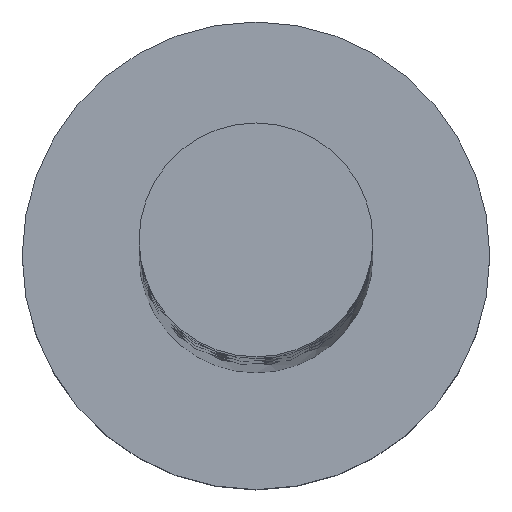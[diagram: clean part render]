
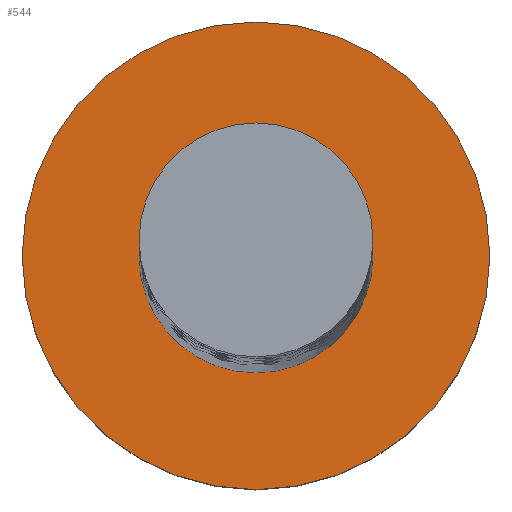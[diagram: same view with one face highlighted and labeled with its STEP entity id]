
A CAD part, top view. The second image highlights one B-rep face of the part: STEP entity #544.
In plain terms, the highlighted planar face has unit normal (0, 0, 1).
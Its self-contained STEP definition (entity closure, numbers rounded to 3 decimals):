
#69 = VERTEX_POINT ( 'NONE', #641 ) ;
#86 = ORIENTED_EDGE ( 'NONE', *, *, #1037, .T. ) ;
#111 = DIRECTION ( 'NONE',  ( 0., 0., 1. ) ) ;
#207 = EDGE_LOOP ( 'NONE', ( #1217, #1363 ) ) ;
#242 = CARTESIAN_POINT ( 'NONE',  ( 0., 0., 5. ) ) ;
#261 = PLANE ( 'NONE',  #1644 ) ;
#294 = VERTEX_POINT ( 'NONE', #439 ) ;
#309 = AXIS2_PLACEMENT_3D ( 'NONE', #1822, #819, #541 ) ;
#439 = CARTESIAN_POINT ( 'NONE',  ( 3., 0., 5. ) ) ;
#500 = CARTESIAN_POINT ( 'NONE',  ( 0., 0., 5. ) ) ;
#541 = DIRECTION ( 'NONE',  ( 1., 0., 0. ) ) ;
#544 = ADVANCED_FACE ( 'NONE', ( #821, #1394 ), #261, .T. ) ;
#602 = EDGE_CURVE ( 'NONE', #294, #911, #783, .T. ) ;
#612 = EDGE_CURVE ( 'NONE', #69, #1714, #1077, .T. ) ;
#633 = AXIS2_PLACEMENT_3D ( 'NONE', #242, #1562, #813 ) ;
#641 = CARTESIAN_POINT ( 'NONE',  ( -6., 0., 5. ) ) ;
#783 = CIRCLE ( 'NONE', #1556, 3. ) ;
#813 = DIRECTION ( 'NONE',  ( 1., 0., 0. ) ) ;
#819 = DIRECTION ( 'NONE',  ( 0., 0., 1. ) ) ;
#821 = FACE_BOUND ( 'NONE', #207, .T. ) ;
#874 = CARTESIAN_POINT ( 'NONE',  ( 6., 0., 5. ) ) ;
#892 = CARTESIAN_POINT ( 'NONE',  ( -3., 0., 5. ) ) ;
#911 = VERTEX_POINT ( 'NONE', #892 ) ;
#958 = AXIS2_PLACEMENT_3D ( 'NONE', #500, #1639, #1624 ) ;
#992 = DIRECTION ( 'NONE',  ( 0., 0., 1. ) ) ;
#1037 = EDGE_CURVE ( 'NONE', #1714, #69, #1226, .T. ) ;
#1052 = EDGE_LOOP ( 'NONE', ( #1658, #86 ) ) ;
#1077 = CIRCLE ( 'NONE', #633, 6. ) ;
#1120 = CARTESIAN_POINT ( 'NONE',  ( 0., 0., 5. ) ) ;
#1217 = ORIENTED_EDGE ( 'NONE', *, *, #1403, .F. ) ;
#1226 = CIRCLE ( 'NONE', #309, 6. ) ;
#1253 = DIRECTION ( 'NONE',  ( 1., 0., 0. ) ) ;
#1363 = ORIENTED_EDGE ( 'NONE', *, *, #602, .F. ) ;
#1394 = FACE_OUTER_BOUND ( 'NONE', #1052, .T. ) ;
#1403 = EDGE_CURVE ( 'NONE', #911, #294, #1498, .T. ) ;
#1498 = CIRCLE ( 'NONE', #958, 3. ) ;
#1556 = AXIS2_PLACEMENT_3D ( 'NONE', #1814, #992, #1663 ) ;
#1562 = DIRECTION ( 'NONE',  ( 0., 0., 1. ) ) ;
#1624 = DIRECTION ( 'NONE',  ( 1., 0., 0. ) ) ;
#1639 = DIRECTION ( 'NONE',  ( 0., 0., 1. ) ) ;
#1644 = AXIS2_PLACEMENT_3D ( 'NONE', #1120, #111, #1253 ) ;
#1658 = ORIENTED_EDGE ( 'NONE', *, *, #612, .T. ) ;
#1663 = DIRECTION ( 'NONE',  ( 1., 0., 0. ) ) ;
#1714 = VERTEX_POINT ( 'NONE', #874 ) ;
#1814 = CARTESIAN_POINT ( 'NONE',  ( 0., 0., 5. ) ) ;
#1822 = CARTESIAN_POINT ( 'NONE',  ( 0., 0., 5. ) ) ;
